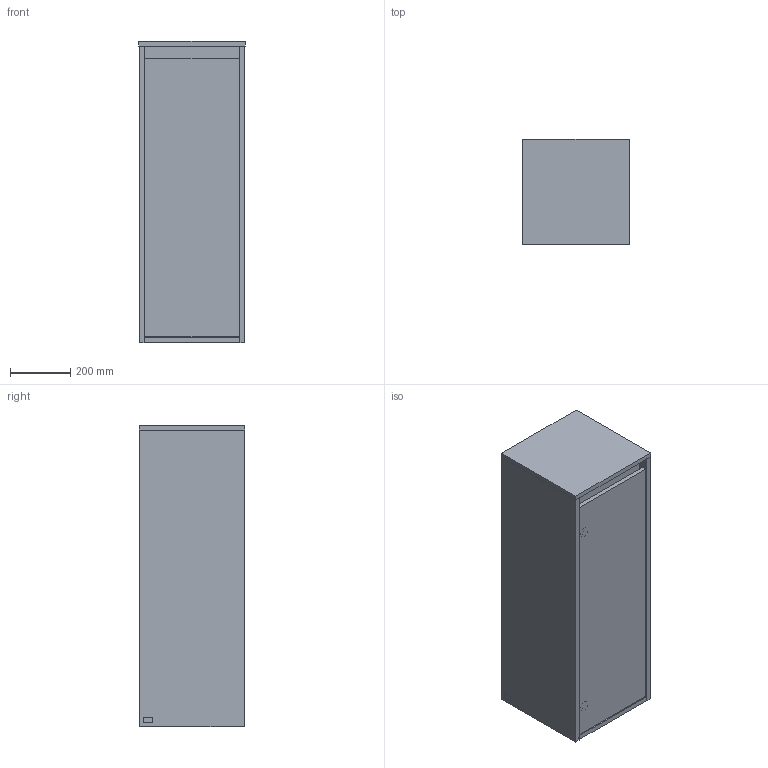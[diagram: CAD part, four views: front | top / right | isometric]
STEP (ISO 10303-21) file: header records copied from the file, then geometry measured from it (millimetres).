
FILE_DESCRIPTION(/* description */ (''),/* implementation_level */ '2;1');
FILE_NAME(/* name */ 'C80200_RFS.stp',/* time_stamp */ '2024-11-06T08:19:26+01:00',/* author */ ('schmidtkonj'),/* organization */ (''),/* preprocessor_version */ 'ST-DEVELOPER v18.1',/* originating_system */ 'Autodesk Inventor 2021',/* authorisation */ '');
FILE_SCHEMA (('AUTOMOTIVE_DESIGN { 1 0 10303 214 3 1 1 }'));
Length unit declared in the file: millimetre
Products named in the file (46): C80200_RFS; C80200_RFS_1; C80200_RFS_1_1; C80200_RFS_2; C80200_RFS_3; C80200_RFS_4; C80200_RFS_5; C80200_RFS_6; C80200_RFS_7; C80200_RFS_8; C80200_RFS_9; C80200_RFS_10; C80200_RFS_11; C80200_RFS_12; C80200_RFS_13; C80200_RFS_14; C80200_RFS_15; C80200_RFS_16; C80200_RFS_17; C80200_RFS_18; C80200_RFS_19; C80200_RFS_20; C80200_RFS_21; C80200_RFS_22; C80200_RFS_23; C80200_RFS_24; C80200_RFS_25; C80200_RFS_26; C80200_RFS_27; C80200_RFS_28; C80200_RFS_29; C80200_RFS_30; C80200_RFS_31; C80200_RFS_32; C80200_RFS_33; C80200_RFS_34; C80200_RFS_35; C80200_RFS_36; C80200_RFS_37; C80200_RFS_38 ...
Assembly tree (45 placements, depth 2):
  C80200_RFS
    C80200_RFS_1
    C80200_RFS_1_1
    C80200_RFS_2
    C80200_RFS_3
    C80200_RFS_4
    C80200_RFS_5
    C80200_RFS_6
    C80200_RFS_7
    C80200_RFS_8
    C80200_RFS_9
    C80200_RFS_10
    C80200_RFS_11
    C80200_RFS_12
    C80200_RFS_13
    C80200_RFS_14
    C80200_RFS_15
    C80200_RFS_16
    C80200_RFS_17
    C80200_RFS_18
    C80200_RFS_19
    C80200_RFS_20
    C80200_RFS_21
    C80200_RFS_22
    C80200_RFS_23
    C80200_RFS_24
    C80200_RFS_25
    C80200_RFS_26
    C80200_RFS_27
    C80200_RFS_28
    C80200_RFS_29
    C80200_RFS_30
    C80200_RFS_31
    C80200_RFS_32
    C80200_RFS_33
    C80200_RFS_34
    C80200_RFS_35
    C80200_RFS_36
    C80200_RFS_37
    C80200_RFS_38
    C80200_RFS_39
    C80200_RFS_40
    C80200_RFS_41
    C80200_RFS_42
    C80200_RFS_43
    C80200_RFS_44
Bounding box: 352 x 349 x 1000 mm (x, y, z)
Volume: 26116752.6 mm3; surface area: 4183038 mm2
Topology: 45 solids, 45 shells, 1386 faces, 3574 edges, 2389 vertices
Faces by surface type: plane 899, cylinder 393, bspline 39, cone 29, torus 26
Full cylindrical faces by diameter (mm): 3 x44, 4.6 x8, 4.9 x1, 5 x9, 7.7 x1, 8 x4, 11 x4, 12 x4, 15 x4, 35 x2
Entity records: 45733 total; most frequent: CARTESIAN_POINT 9392, DIRECTION 7406, ORIENTED_EDGE 7148, EDGE_CURVE 3574, AXIS2_PLACEMENT_3D 2548, VERTEX_POINT 2389, LINE 2310, VECTOR 2310
